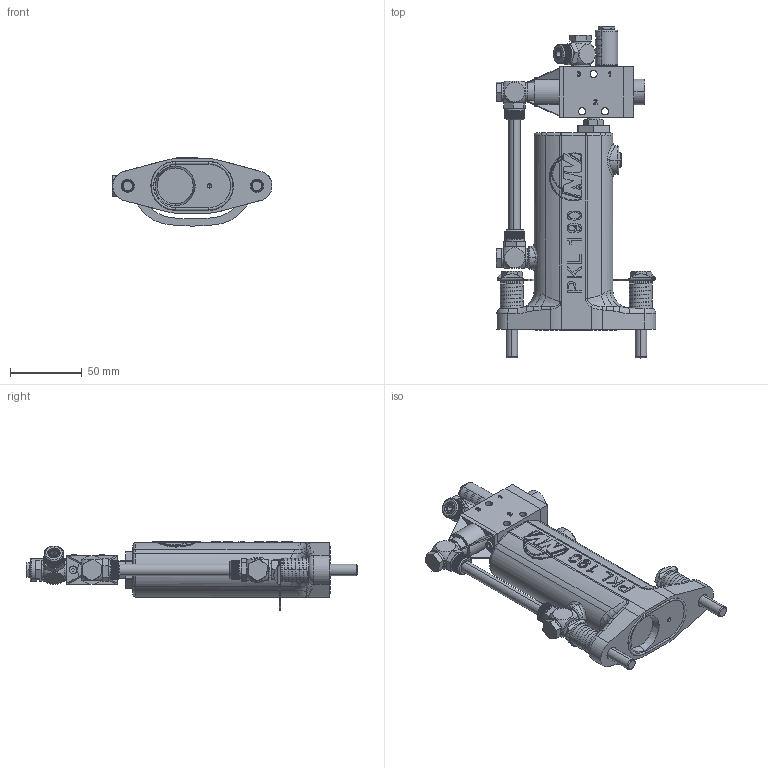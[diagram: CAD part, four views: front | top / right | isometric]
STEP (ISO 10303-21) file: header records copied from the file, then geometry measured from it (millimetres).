
FILE_DESCRIPTION (( 'STEP AP214' ), '1' );
FILE_NAME ('PKL 190 ST.STEP', '2021-01-22T12:48:54', ( '' ), ( '' ), 'SwSTEP 2.0', 'SolidWorks 2015', '' );
FILE_SCHEMA (( 'AUTOMOTIVE_DESIGN' ));
Length unit declared in the file: millimetre
Products named in the file (1): PKL 190 ST
Bounding box: 111.46 x 231.4 x 47.5 mm (x, y, z)
Volume: 333974.1 mm3; surface area: 87440.9 mm2
Topology: 33 solids, 33 shells, 5300 faces, 14751 edges, 9568 vertices
Faces by surface type: cone 2535, cylinder 1482, plane 1069, bspline 147, torus 53, sphere 14
Entity records: 184001 total; most frequent: CARTESIAN_POINT 54869, ORIENTED_EDGE 29438, DIRECTION 24135, EDGE_CURVE 14719, AXIS2_PLACEMENT_3D 9999, VERTEX_POINT 9562, B_SPLINE_CURVE_WITH_KNOTS 5621, EDGE_LOOP 5455
